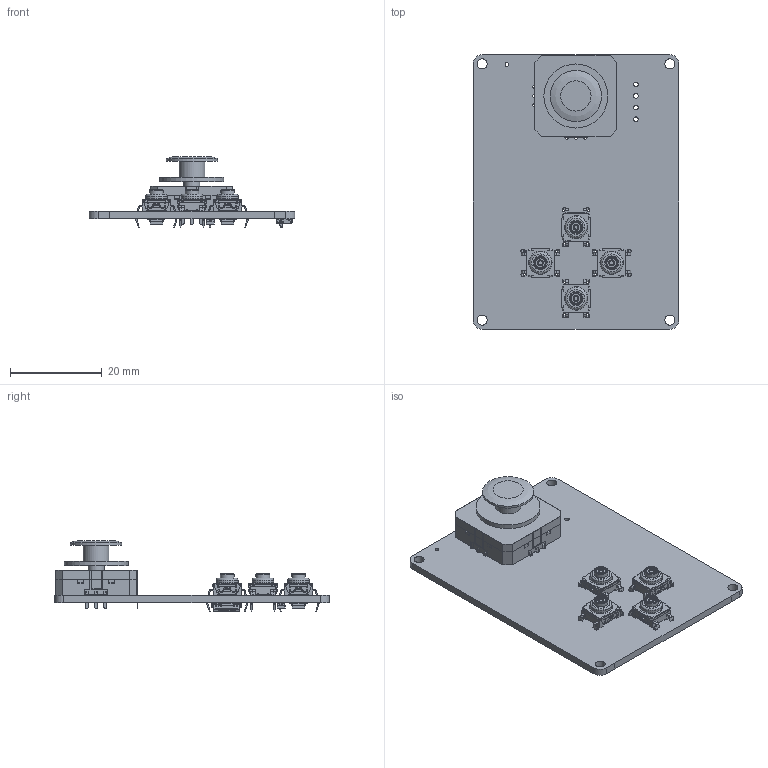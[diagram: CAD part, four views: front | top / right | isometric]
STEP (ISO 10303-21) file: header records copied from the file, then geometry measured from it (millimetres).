
FILE_DESCRIPTION(('FreeCAD Model'),'2;1');
FILE_NAME('Open CASCADE Shape Model','2022-10-15T13:26:16',(''),(''), 'Open CASCADE STEP processor 7.6','FreeCAD','Unknown');
FILE_SCHEMA(('AUTOMOTIVE_DESIGN { 1 0 10303 214 1 1 1 1 }'));
Length unit declared in the file: millimetre
Products named in the file (45): Joystick-DPAD; Local_CS_2523; Board_Geoms_2523; Pcb_2523; PCB_Sketch_2523; Step_Models_2523; Top_2523; SW1_C_K_Components___KSA0M332LFT_d80432067514; Open CASCADE STEP translator 6.8 5; Open CASCADE STEP translator 6.8 4; Open CASCADE STEP translator 6.8 3; Open CASCADE STEP translator 6.8 006; Open CASCADE STEP translator 6.8 007; Open CASCADE STEP translator 6.8 008; Open CASCADE STEP translator 6.8 2; Open CASCADE STEP translator 6.8 009; Open CASCADE STEP translator 6.8 1; Bot_2523; J1_503480-1000_1_74d5ce227c6c; SOLID; D3_sod123 v5_325e27678faf; pin; pin(Mirror); icbody; Component5; Step_Virtual_Models_2523; TopV_2523; JOY1_Adafruit_Mini_2-Axis_Analog_Thumbstick v031_c355f287841f; Adafruit_Mini_2-Axis_Analog_Thumbstick v14; Adafruit_Mini_2-Axis_Analog_Thumbstick v015; Adafruit_Mini_2-Axis_Analog_Thumbstick v016; Adafruit_Mini_2-Axis_Analog_Thumbstick v017; Adafruit_Mini_2-Axis_Analog_Thumbstick v018; Adafruit_Mini_2-Axis_Analog_Thumbstick v019; Adafruit_Mini_2-Axis_Analog_Thumbstick v020; Adafruit_Mini_2-Axis_Analog_Thumbstick v021; Adafruit_Mini_2-Axis_Analog_Thumbstick v022; Adafruit_Mini_2-Axis_Analog_Thumbstick v023; Adafruit_Mini_2-Axis_Analog_Thumbstick v024; Adafruit_Mini_2-Axis_Analog_Thumbstick v025 ...
Assembly tree (50 placements, depth 5):
  Joystick-DPAD
    Local_CS_2523
    Board_Geoms_2523
      Pcb_2523
      PCB_Sketch_2523
    Step_Models_2523
      Top_2523
        SW1_C_K_Components___KSA0M332LFT_d80432067514  x4
          Open CASCADE STEP translator 6.8 5
          Open CASCADE STEP translator 6.8 4
          Open CASCADE STEP translator 6.8 3
          Open CASCADE STEP translator 6.8 006
          Open CASCADE STEP translator 6.8 007
          Open CASCADE STEP translator 6.8 008
          Open CASCADE STEP translator 6.8 2
          Open CASCADE STEP translator 6.8 009
          Open CASCADE STEP translator 6.8 1
      Bot_2523
        J1_503480-1000_1_74d5ce227c6c
          SOLID
        D3_sod123 v5_325e27678faf  x4
          pin
          pin(Mirror)
          icbody
          Component5
    Step_Virtual_Models_2523
      TopV_2523
        JOY1_Adafruit_Mini_2-Axis_Analog_Thumbstick v031_c355f287841f
          Adafruit_Mini_2-Axis_Analog_Thumbstick v14
          Adafruit_Mini_2-Axis_Analog_Thumbstick v015
          Adafruit_Mini_2-Axis_Analog_Thumbstick v016
          Adafruit_Mini_2-Axis_Analog_Thumbstick v017
          Adafruit_Mini_2-Axis_Analog_Thumbstick v018
          Adafruit_Mini_2-Axis_Analog_Thumbstick v019
          Adafruit_Mini_2-Axis_Analog_Thumbstick v020
          Adafruit_Mini_2-Axis_Analog_Thumbstick v021
          Adafruit_Mini_2-Axis_Analog_Thumbstick v022
          Adafruit_Mini_2-Axis_Analog_Thumbstick v023
          Adafruit_Mini_2-Axis_Analog_Thumbstick v024
          Adafruit_Mini_2-Axis_Analog_Thumbstick v025
          Adafruit_Mini_2-Axis_Analog_Thumbstick v026
          Adafruit_Mini_2-Axis_Analog_Thumbstick v027
          Adafruit_Mini_2-Axis_Analog_Thumbstick v028
          Adafruit_Mini_2-Axis_Analog_Thumbstick v029
          Adafruit_Mini_2-Axis_Analog_Thumbstick v030
Bounding box: 45 x 60 x 15.52 mm (x, y, z)
Volume: 6736.9 mm3; surface area: 10756.7 mm2
Topology: 71 solids, 71 shells, 2820 faces, 7515 edges, 4943 vertices
Faces by surface type: plane 2179, cylinder 523, sphere 52, torus 44, cone 21, bspline 1
Full cylindrical faces by diameter (mm): 0.8 x1, 0.9 x22, 1 x4, 1.6 x2, 2.2 x4, 3 x8, 3.05 x4, 3.5 x1, 4.3 x4, 4.7 x4, 5.6 x1, 8.2 x1, 9 x1, 11.2 x1, 14 x1
Entity records: 39705 total; most frequent: CARTESIAN_POINT 6975, ORIENTED_EDGE 6618, DIRECTION 6356, EDGE_CURVE 3309, LINE 2826, VECTOR 2826, VERTEX_POINT 2180, AXIS2_PLACEMENT_3D 1765
